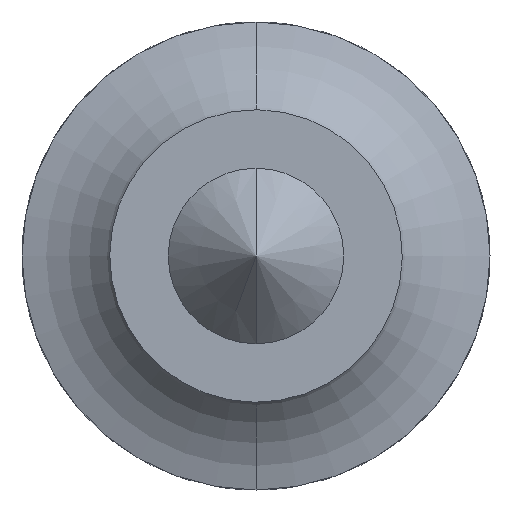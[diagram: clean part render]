
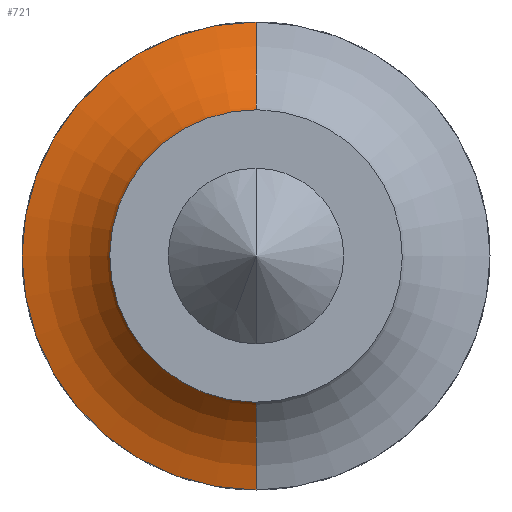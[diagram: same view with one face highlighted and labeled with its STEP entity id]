
A CAD part, front view. The second image highlights one B-rep face of the part: STEP entity #721.
In plain terms, the highlighted toroidal (fillet/blend) face has major radius 8.915 mm and minor radius 5 mm.
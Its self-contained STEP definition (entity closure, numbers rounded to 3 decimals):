
#178 = DIRECTION ( 'NONE',  ( 0., 0., 1. ) ) ;
#179 = DIRECTION ( 'NONE',  ( -1., 0., 0. ) ) ;
#180 = CARTESIAN_POINT ( 'NONE',  ( 0., 23.085, 8.915 ) ) ;
#181 = AXIS2_PLACEMENT_3D ( 'NONE', #180, #179, #178 ) ;
#182 = CIRCLE ( 'NONE', #181, 5. ) ;
#183 = CARTESIAN_POINT ( 'NONE',  ( 0., 24., 4. ) ) ;
#184 = DIRECTION ( 'NONE',  ( 0., 0., 1. ) ) ;
#185 = DIRECTION ( 'NONE',  ( 0., 1., 0. ) ) ;
#186 = AXIS2_PLACEMENT_3D ( 'NONE', #192, #185, #184 ) ;
#187 = CIRCLE ( 'NONE', #186, 4. ) ;
#192 = CARTESIAN_POINT ( 'NONE',  ( 0., 24., 0. ) ) ;
#221 = DIRECTION ( 'NONE',  ( 0., 0., 1. ) ) ;
#222 = DIRECTION ( 'NONE',  ( 0., 1., 0. ) ) ;
#223 = AXIS2_PLACEMENT_3D ( 'NONE', #225, #222, #221 ) ;
#224 = TOROIDAL_SURFACE ( 'NONE', #223, 8.915, 5. ) ;
#225 = CARTESIAN_POINT ( 'NONE',  ( 0., 23.085, 0. ) ) ;
#226 = FACE_OUTER_BOUND ( 'NONE', #723, .T. ) ;
#227 = CARTESIAN_POINT ( 'NONE',  ( 0., 28., 8. ) ) ;
#228 = DIRECTION ( 'NONE',  ( 0., 0., 1. ) ) ;
#229 = DIRECTION ( 'NONE',  ( 0., 1., 0. ) ) ;
#230 = CARTESIAN_POINT ( 'NONE',  ( 0., 28., 0. ) ) ;
#231 = AXIS2_PLACEMENT_3D ( 'NONE', #230, #229, #228 ) ;
#232 = CIRCLE ( 'NONE', #231, 8. ) ;
#233 = DIRECTION ( 'NONE',  ( 0., 0., -1. ) ) ;
#234 = DIRECTION ( 'NONE',  ( 1., 0., 0. ) ) ;
#235 = CARTESIAN_POINT ( 'NONE',  ( 0., 23.085, -8.915 ) ) ;
#236 = AXIS2_PLACEMENT_3D ( 'NONE', #235, #234, #233 ) ;
#237 = CIRCLE ( 'NONE', #236, 5. ) ;
#238 = CARTESIAN_POINT ( 'NONE',  ( 0., 24., -4. ) ) ;
#239 = CARTESIAN_POINT ( 'NONE',  ( 0., 28., -8. ) ) ;
#703 = EDGE_CURVE ( 'NONE', #708, #704, #187, .T. ) ;
#704 = VERTEX_POINT ( 'NONE', #183 ) ;
#705 = ORIENTED_EDGE ( 'NONE', *, *, #706, .F. ) ;
#706 = EDGE_CURVE ( 'NONE', #713, #704, #182, .T. ) ;
#707 = VERTEX_POINT ( 'NONE', #239 ) ;
#708 = VERTEX_POINT ( 'NONE', #238 ) ;
#709 = EDGE_CURVE ( 'NONE', #707, #708, #237, .T. ) ;
#710 = ORIENTED_EDGE ( 'NONE', *, *, #703, .T. ) ;
#711 = EDGE_CURVE ( 'NONE', #707, #713, #232, .T. ) ;
#712 = ORIENTED_EDGE ( 'NONE', *, *, #709, .T. ) ;
#713 = VERTEX_POINT ( 'NONE', #227 ) ;
#714 = ORIENTED_EDGE ( 'NONE', *, *, #711, .F. ) ;
#721 = ADVANCED_FACE ( 'NONE', ( #226 ), #224, .F. ) ;
#723 = EDGE_LOOP ( 'NONE', ( #714, #712, #710, #705 ) ) ;
